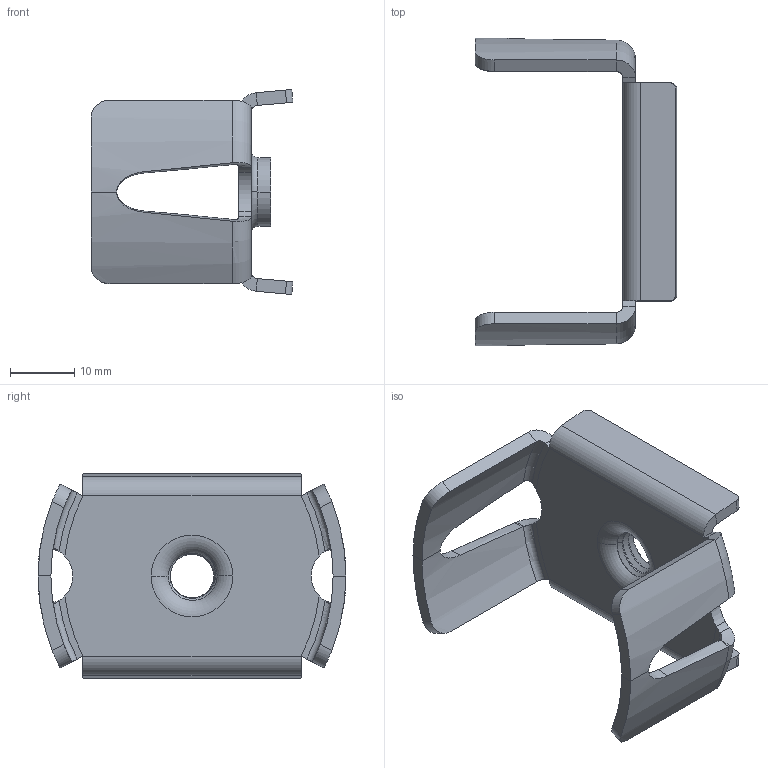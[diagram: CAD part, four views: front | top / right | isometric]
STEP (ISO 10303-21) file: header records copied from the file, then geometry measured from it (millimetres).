
FILE_DESCRIPTION((''),'2;1');
FILE_NAME('731405_PRT','2020-01-03T09:58:14',('tomasz.grudniewski'),(''),'CREO PARAMETRIC BY PTC INC, 2018400','CREO PARAMETRIC BY PTC INC, 2018400','');
FILE_SCHEMA(('CONFIG_CONTROL_DESIGN'));
Length unit declared in the file: millimetre
Products named in the file (1): 731405_PRT
Bounding box: 31.46 x 48 x 31.95 mm (x, y, z)
Volume: 5425.2 mm3; surface area: 6257.4 mm2
Topology: 1 solids, 1 shells, 103 faces, 240 edges, 135 vertices
Faces by surface type: plane 42, cylinder 28, bspline 20, torus 13
Entity records: 4071 total; most frequent: CARTESIAN_POINT 1842, ORIENTED_EDGE 480, DIRECTION 414, EDGE_CURVE 240, AXIS2_PLACEMENT_3D 156, VERTEX_POINT 135, EDGE_LOOP 105, FACE_OUTER_BOUND 103
